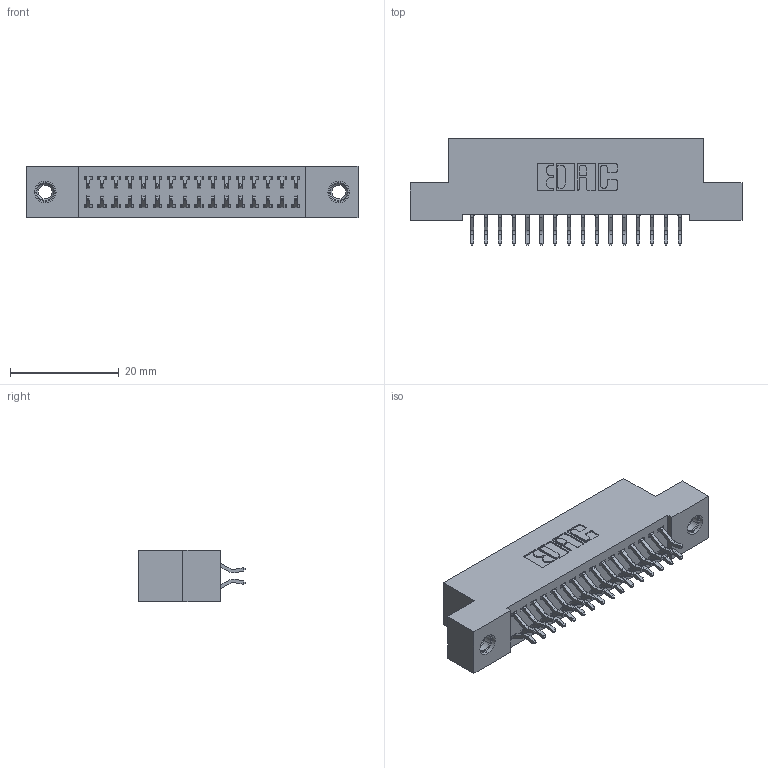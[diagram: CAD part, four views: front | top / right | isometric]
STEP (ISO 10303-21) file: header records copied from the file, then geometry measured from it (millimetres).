
FILE_DESCRIPTION (( 'STEP AP203' ), '1' );
FILE_NAME ('392-032-556-207.STEP', '2019-10-07T14:54:54', ( '' ), ( '' ), 'SwSTEP 2.0', 'SolidWorks 2016', '' );
FILE_SCHEMA (( 'CONFIG_CONTROL_DESIGN' ));
Length unit declared in the file: inch
Products named in the file (4): 342 Part_TI; 345-292-001_556 Tail; 345-250-001_345-250-005-103; 392-032-556-207
Assembly tree (35 placements, depth 2):
  392-032-556-207
    342 Part_TI
    345-292-001_556 Tail  x32
    345-250-001_345-250-005-103  x2
Bounding box: 60.96 x 19.58 x 9.4 mm (x, y, z)
Volume: 5340.7 mm3; surface area: 8047.4 mm2
Topology: 35 solids, 35 shells, 2026 faces, 5971 edges, 3930 vertices
Faces by surface type: plane 1378, cylinder 632, cone 12, torus 4
Entity records: 14930 total; most frequent: CARTESIAN_POINT 2501, ORIENTED_EDGE 2418, DIRECTION 2203, EDGE_CURVE 1209, LINE 1053, VECTOR 1053, VERTEX_POINT 800, AXIS2_PLACEMENT_3D 575
